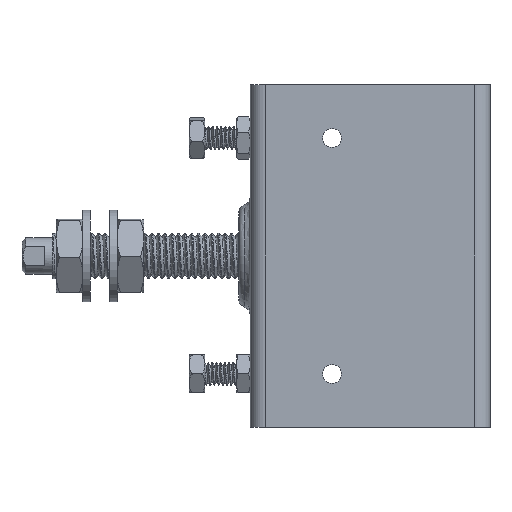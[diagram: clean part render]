
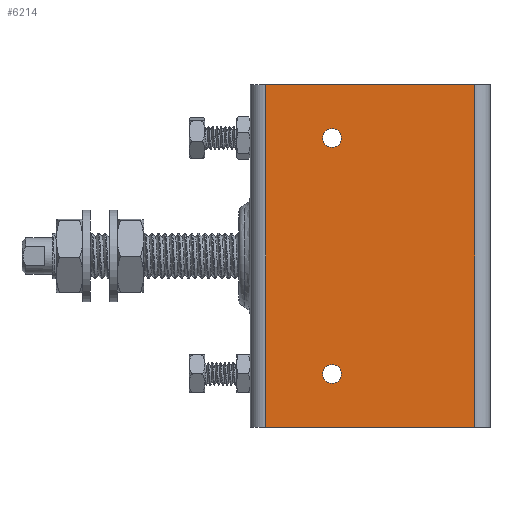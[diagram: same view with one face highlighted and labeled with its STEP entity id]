
A CAD part, left-side view. The second image highlights one B-rep face of the part: STEP entity #6214.
In plain terms, the highlighted planar face has unit normal (-1, 0, 0).
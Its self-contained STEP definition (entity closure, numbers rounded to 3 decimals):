
#6125=CARTESIAN_POINT('',(-23.5,59.0,45.0));
#6126=VERTEX_POINT('',#6125);
#6144=CARTESIAN_POINT('',(-23.5,59.0,-45.0));
#6145=VERTEX_POINT('',#6144);
#6153=CARTESIAN_POINT('',(-23.5,59.0,-45.0));
#6154=DIRECTION('',(0.0,0.0,1.0));
#6155=VECTOR('',#6154,90.0);
#6156=LINE('',#6153,#6155);
#6157=EDGE_CURVE('',#6145,#6126,#6156,.T.);
#6162=CARTESIAN_POINT('',(-23.5,4.0,0.0));
#6163=DIRECTION('',(-1.0,0.0,0.0));
#6164=DIRECTION('',(0.0,0.0,1.0));
#6165=AXIS2_PLACEMENT_3D('',#6162,#6163,#6164);
#6166=PLANE('',#6165);
#6167=CARTESIAN_POINT('',(-23.5,4.0,45.0));
#6168=VERTEX_POINT('',#6167);
#6169=CARTESIAN_POINT('',(-23.5,4.0,45.0));
#6170=DIRECTION('',(0.0,1.0,0.0));
#6171=VECTOR('',#6170,55.0);
#6172=LINE('',#6169,#6171);
#6173=EDGE_CURVE('',#6168,#6126,#6172,.T.);
#6174=ORIENTED_EDGE('',*,*,#6173,.T.);
#6175=ORIENTED_EDGE('',*,*,#6157,.F.);
#6176=CARTESIAN_POINT('',(-23.5,4.0,-45.0));
#6177=VERTEX_POINT('',#6176);
#6178=CARTESIAN_POINT('',(-23.5,59.0,-45.0));
#6179=DIRECTION('',(0.0,-1.0,0.0));
#6180=VECTOR('',#6179,55.0);
#6181=LINE('',#6178,#6180);
#6182=EDGE_CURVE('',#6145,#6177,#6181,.T.);
#6183=ORIENTED_EDGE('',*,*,#6182,.T.);
#6184=CARTESIAN_POINT('',(-23.5,4.0,-45.0));
#6185=DIRECTION('',(0.0,0.0,1.0));
#6186=VECTOR('',#6185,90.0);
#6187=LINE('',#6184,#6186);
#6188=EDGE_CURVE('',#6177,#6168,#6187,.T.);
#6189=ORIENTED_EDGE('',*,*,#6188,.T.);
#6190=EDGE_LOOP('',(#6174,#6175,#6183,#6189));
#6191=FACE_OUTER_BOUND('',#6190,.T.);
#6192=CARTESIAN_POINT('',(-23.5,41.5,-33.458));
#6193=VERTEX_POINT('',#6192);
#6194=CARTESIAN_POINT('',(-23.5,41.5,-31.));
#6195=DIRECTION('',(1.0,0.0,0.0));
#6196=DIRECTION('',(0.0,0.0,-1.0));
#6197=AXIS2_PLACEMENT_3D('',#6194,#6195,#6196);
#6198=CIRCLE('',#6197,2.459);
#6199=EDGE_CURVE('',#6193,#6193,#6198,.T.);
#6200=ORIENTED_EDGE('',*,*,#6199,.T.);
#6201=EDGE_LOOP('',(#6200));
#6202=FACE_BOUND('',#6201,.T.);
#6203=CARTESIAN_POINT('',(-23.5,41.5,28.542));
#6204=VERTEX_POINT('',#6203);
#6205=CARTESIAN_POINT('',(-23.5,41.5,31.0));
#6206=DIRECTION('',(1.0,0.0,0.0));
#6207=DIRECTION('',(0.0,0.0,-1.0));
#6208=AXIS2_PLACEMENT_3D('',#6205,#6206,#6207);
#6209=CIRCLE('',#6208,2.459);
#6210=EDGE_CURVE('',#6204,#6204,#6209,.T.);
#6211=ORIENTED_EDGE('',*,*,#6210,.T.);
#6212=EDGE_LOOP('',(#6211));
#6213=FACE_BOUND('',#6212,.T.);
#6214=ADVANCED_FACE('',(#6191,#6202,#6213),#6166,.T.);
